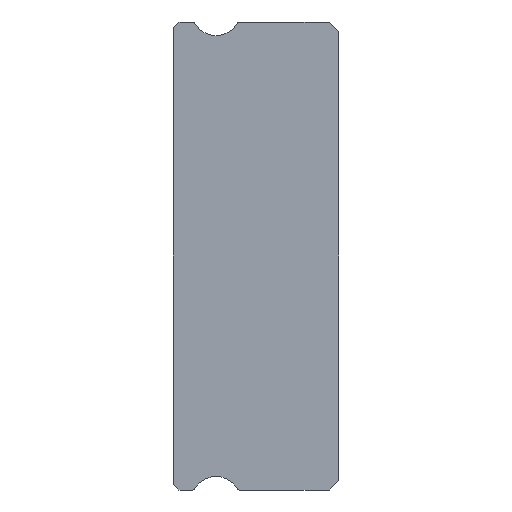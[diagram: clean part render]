
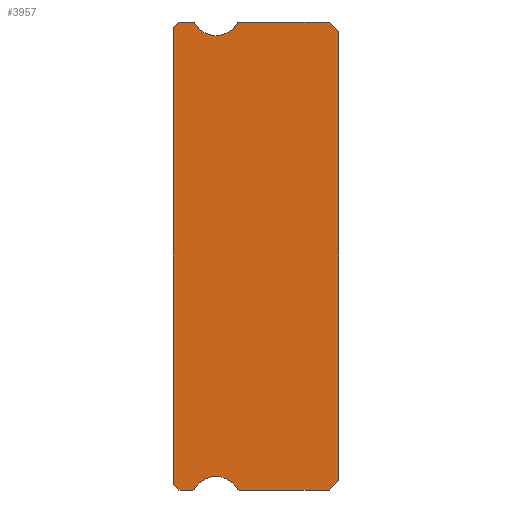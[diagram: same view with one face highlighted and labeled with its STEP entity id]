
A CAD part, left-side view. The second image highlights one B-rep face of the part: STEP entity #3957.
In plain terms, the highlighted planar face has unit normal (-1, 0, 0).
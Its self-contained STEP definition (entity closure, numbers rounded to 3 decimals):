
#87 = VERTEX_POINT ( 'NONE', #1950 ) ;
#131 = DIRECTION ( 'NONE',  ( 0., 0., 1. ) ) ;
#160 = AXIS2_PLACEMENT_3D ( 'NONE', #531, #930, #3435 ) ;
#194 = EDGE_CURVE ( 'NONE', #897, #1621, #2023, .T. ) ;
#274 = CARTESIAN_POINT ( 'NONE',  ( -15., 5.088, -11.85 ) ) ;
#315 = DIRECTION ( 'NONE',  ( 0., 0., -1. ) ) ;
#344 = AXIS2_PLACEMENT_3D ( 'NONE', #1151, #792, #2277 ) ;
#365 = VERTEX_POINT ( 'NONE', #679 ) ;
#368 = VECTOR ( 'NONE', #826, 1000. ) ;
#407 = ORIENTED_EDGE ( 'NONE', *, *, #3050, .F. ) ;
#499 = VECTOR ( 'NONE', #131, 1000. ) ;
#531 = CARTESIAN_POINT ( 'NONE',  ( -15., 7.512, 11.85 ) ) ;
#595 = CARTESIAN_POINT ( 'NONE',  ( -15., 7.383, 11.925 ) ) ;
#597 = CARTESIAN_POINT ( 'NONE',  ( -15., 0., -11.5 ) ) ;
#631 = VERTEX_POINT ( 'NONE', #1364 ) ;
#673 = VERTEX_POINT ( 'NONE', #1045 ) ;
#679 = CARTESIAN_POINT ( 'NONE',  ( -15., 0., 11.5 ) ) ;
#704 = EDGE_CURVE ( 'NONE', #1621, #87, #4083, .T. ) ;
#717 = CIRCLE ( 'NONE', #1868, 0.15 ) ;
#744 = VECTOR ( 'NONE', #869, 1000. ) ;
#750 = DIRECTION ( 'NONE',  ( 0., -1., 0. ) ) ;
#792 = DIRECTION ( 'NONE',  ( -1., 0., 0. ) ) ;
#826 = DIRECTION ( 'NONE',  ( 0., 0.707, -0.707 ) ) ;
#869 = DIRECTION ( 'NONE',  ( 0., 1., 0. ) ) ;
#875 = VERTEX_POINT ( 'NONE', #2003 ) ;
#897 = VERTEX_POINT ( 'NONE', #4540 ) ;
#908 = EDGE_CURVE ( 'NONE', #2233, #4672, #4127, .T. ) ;
#930 = DIRECTION ( 'NONE',  ( 1., 0., 0. ) ) ;
#966 = CARTESIAN_POINT ( 'NONE',  ( -15., 0., -11.5 ) ) ;
#991 = EDGE_CURVE ( 'NONE', #4672, #1853, #4673, .T. ) ;
#996 = ORIENTED_EDGE ( 'NONE', *, *, #1455, .F. ) ;
#1010 = ORIENTED_EDGE ( 'NONE', *, *, #908, .F. ) ;
#1041 = CARTESIAN_POINT ( 'NONE',  ( -15., 8.5, 11.85 ) ) ;
#1043 = VERTEX_POINT ( 'NONE', #595 ) ;
#1045 = CARTESIAN_POINT ( 'NONE',  ( -15., 5.088, 12. ) ) ;
#1082 = VECTOR ( 'NONE', #4070, 1000. ) ;
#1087 = VERTEX_POINT ( 'NONE', #2749 ) ;
#1131 = EDGE_CURVE ( 'NONE', #1087, #4080, #2733, .T. ) ;
#1151 = CARTESIAN_POINT ( 'NONE',  ( -15., 6.3, -12.55 ) ) ;
#1159 = CARTESIAN_POINT ( 'NONE',  ( -15., 8.5, 11.7 ) ) ;
#1295 = LINE ( 'NONE', #3787, #3952 ) ;
#1299 = VERTEX_POINT ( 'NONE', #4000 ) ;
#1323 = CARTESIAN_POINT ( 'NONE',  ( -15., 8.2, -12. ) ) ;
#1346 = ORIENTED_EDGE ( 'NONE', *, *, #194, .T. ) ;
#1364 = CARTESIAN_POINT ( 'NONE',  ( -15., 7.512, -12. ) ) ;
#1390 = DIRECTION ( 'NONE',  ( 0., 0., -1. ) ) ;
#1402 = LINE ( 'NONE', #597, #1629 ) ;
#1455 = EDGE_CURVE ( 'NONE', #673, #2553, #1295, .T. ) ;
#1512 = AXIS2_PLACEMENT_3D ( 'NONE', #2390, #4504, #2724 ) ;
#1533 = CARTESIAN_POINT ( 'NONE',  ( -15., 7.512, -11.85 ) ) ;
#1561 = CARTESIAN_POINT ( 'NONE',  ( -15., 5.088, -12. ) ) ;
#1621 = VERTEX_POINT ( 'NONE', #2211 ) ;
#1629 = VECTOR ( 'NONE', #2854, 1000. ) ;
#1655 = LINE ( 'NONE', #1323, #1874 ) ;
#1669 = ORIENTED_EDGE ( 'NONE', *, *, #3185, .T. ) ;
#1710 = VECTOR ( 'NONE', #2079, 1000. ) ;
#1726 = DIRECTION ( 'NONE',  ( 1., 0., 0. ) ) ;
#1740 = DIRECTION ( 'NONE',  ( 0., 0., -1. ) ) ;
#1793 = CARTESIAN_POINT ( 'NONE',  ( -15., 0.5, 12. ) ) ;
#1844 = ORIENTED_EDGE ( 'NONE', *, *, #1927, .F. ) ;
#1853 = VERTEX_POINT ( 'NONE', #2092 ) ;
#1868 = AXIS2_PLACEMENT_3D ( 'NONE', #1533, #2663, #4465 ) ;
#1874 = VECTOR ( 'NONE', #3891, 1000. ) ;
#1927 = EDGE_CURVE ( 'NONE', #2553, #365, #2204, .T. ) ;
#1934 = AXIS2_PLACEMENT_3D ( 'NONE', #2065, #1726, #2837 ) ;
#1950 = CARTESIAN_POINT ( 'NONE',  ( -15., 8.5, 11.7 ) ) ;
#2003 = CARTESIAN_POINT ( 'NONE',  ( -15., 7.383, -11.925 ) ) ;
#2023 = LINE ( 'NONE', #4214, #3176 ) ;
#2030 = CARTESIAN_POINT ( 'NONE',  ( -15., 7.512, -12. ) ) ;
#2065 = CARTESIAN_POINT ( 'NONE',  ( -15., 5.088, 11.85 ) ) ;
#2078 = EDGE_CURVE ( 'NONE', #897, #1043, #2914, .T. ) ;
#2079 = DIRECTION ( 'NONE',  ( 0., 0., 1. ) ) ;
#2092 = CARTESIAN_POINT ( 'NONE',  ( -15., 5.217, -11.925 ) ) ;
#2093 = PLANE ( 'NONE',  #4578 ) ;
#2204 = LINE ( 'NONE', #4001, #1082 ) ;
#2211 = CARTESIAN_POINT ( 'NONE',  ( -15., 8.2, 12. ) ) ;
#2233 = VERTEX_POINT ( 'NONE', #3173 ) ;
#2260 = ORIENTED_EDGE ( 'NONE', *, *, #3321, .F. ) ;
#2277 = DIRECTION ( 'NONE',  ( 0., 0., -1. ) ) ;
#2324 = CARTESIAN_POINT ( 'NONE',  ( -15., 8.2, -12. ) ) ;
#2331 = EDGE_CURVE ( 'NONE', #4080, #673, #3903, .T. ) ;
#2358 = CARTESIAN_POINT ( 'NONE',  ( -15., 0., 11.5 ) ) ;
#2390 = CARTESIAN_POINT ( 'NONE',  ( -15., 6.3, 12.55 ) ) ;
#2404 = ORIENTED_EDGE ( 'NONE', *, *, #2331, .F. ) ;
#2447 = FACE_OUTER_BOUND ( 'NONE', #2737, .T. ) ;
#2492 = ORIENTED_EDGE ( 'NONE', *, *, #704, .T. ) ;
#2553 = VERTEX_POINT ( 'NONE', #1793 ) ;
#2570 = LINE ( 'NONE', #4032, #3828 ) ;
#2572 = ORIENTED_EDGE ( 'NONE', *, *, #2944, .F. ) ;
#2585 = AXIS2_PLACEMENT_3D ( 'NONE', #274, #4220, #1740 ) ;
#2635 = AXIS2_PLACEMENT_3D ( 'NONE', #3559, #4645, #1390 ) ;
#2663 = DIRECTION ( 'NONE',  ( 1., 0., 0. ) ) ;
#2702 = CIRCLE ( 'NONE', #344, 1.25 ) ;
#2724 = DIRECTION ( 'NONE',  ( 0., 0., -1. ) ) ;
#2732 = ORIENTED_EDGE ( 'NONE', *, *, #4067, .F. ) ;
#2733 = CIRCLE ( 'NONE', #1512, 1.25 ) ;
#2737 = EDGE_LOOP ( 'NONE', ( #2572, #2739, #1669, #2260, #2879, #4246, #1010, #407, #4396, #1844, #996, #2404, #3502, #2732, #2970, #1346, #2492 ) ) ;
#2739 = ORIENTED_EDGE ( 'NONE', *, *, #3840, .T. ) ;
#2749 = CARTESIAN_POINT ( 'NONE',  ( -15., 6.3, 11.3 ) ) ;
#2837 = DIRECTION ( 'NONE',  ( 0., 0., -1. ) ) ;
#2854 = DIRECTION ( 'NONE',  ( 0., 0.707, -0.707 ) ) ;
#2869 = DIRECTION ( 'NONE',  ( 1., 0., 0. ) ) ;
#2879 = ORIENTED_EDGE ( 'NONE', *, *, #3789, .F. ) ;
#2914 = CIRCLE ( 'NONE', #160, 0.15 ) ;
#2944 = EDGE_CURVE ( 'NONE', #1299, #87, #4289, .T. ) ;
#2970 = ORIENTED_EDGE ( 'NONE', *, *, #2078, .F. ) ;
#3050 = EDGE_CURVE ( 'NONE', #3354, #2233, #1402, .T. ) ;
#3173 = CARTESIAN_POINT ( 'NONE',  ( -15., 0.5, -12. ) ) ;
#3176 = VECTOR ( 'NONE', #4535, 1000. ) ;
#3182 = CARTESIAN_POINT ( 'NONE',  ( -15., 7.512, 11.85 ) ) ;
#3185 = EDGE_CURVE ( 'NONE', #3347, #631, #2570, .T. ) ;
#3321 = EDGE_CURVE ( 'NONE', #875, #631, #717, .T. ) ;
#3347 = VERTEX_POINT ( 'NONE', #2324 ) ;
#3354 = VERTEX_POINT ( 'NONE', #966 ) ;
#3435 = DIRECTION ( 'NONE',  ( 0., 0., -1. ) ) ;
#3502 = ORIENTED_EDGE ( 'NONE', *, *, #1131, .F. ) ;
#3559 = CARTESIAN_POINT ( 'NONE',  ( -15., 6.3, 12.55 ) ) ;
#3741 = DIRECTION ( 'NONE',  ( 0., -1., 0. ) ) ;
#3761 = LINE ( 'NONE', #2358, #499 ) ;
#3787 = CARTESIAN_POINT ( 'NONE',  ( -15., 7.512, 12. ) ) ;
#3789 = EDGE_CURVE ( 'NONE', #1853, #875, #2702, .T. ) ;
#3828 = VECTOR ( 'NONE', #750, 1000. ) ;
#3840 = EDGE_CURVE ( 'NONE', #1299, #3347, #1655, .T. ) ;
#3891 = DIRECTION ( 'NONE',  ( 0., -0.707, -0.707 ) ) ;
#3903 = CIRCLE ( 'NONE', #1934, 0.15 ) ;
#3952 = VECTOR ( 'NONE', #3741, 1000. ) ;
#3957 = ADVANCED_FACE ( 'NONE', ( #2447 ), #2093, .F. ) ;
#4000 = CARTESIAN_POINT ( 'NONE',  ( -15., 8.5, -11.7 ) ) ;
#4001 = CARTESIAN_POINT ( 'NONE',  ( -15., 0.5, 12. ) ) ;
#4032 = CARTESIAN_POINT ( 'NONE',  ( -15., 7.512, -12. ) ) ;
#4067 = EDGE_CURVE ( 'NONE', #1043, #1087, #4139, .T. ) ;
#4070 = DIRECTION ( 'NONE',  ( 0., -0.707, -0.707 ) ) ;
#4080 = VERTEX_POINT ( 'NONE', #4133 ) ;
#4083 = LINE ( 'NONE', #1159, #368 ) ;
#4127 = LINE ( 'NONE', #2030, #744 ) ;
#4133 = CARTESIAN_POINT ( 'NONE',  ( -15., 5.217, 11.925 ) ) ;
#4139 = CIRCLE ( 'NONE', #2635, 1.25 ) ;
#4151 = EDGE_CURVE ( 'NONE', #3354, #365, #3761, .T. ) ;
#4214 = CARTESIAN_POINT ( 'NONE',  ( -15., 8.2, 12. ) ) ;
#4220 = DIRECTION ( 'NONE',  ( 1., 0., 0. ) ) ;
#4246 = ORIENTED_EDGE ( 'NONE', *, *, #991, .F. ) ;
#4289 = LINE ( 'NONE', #1041, #1710 ) ;
#4396 = ORIENTED_EDGE ( 'NONE', *, *, #4151, .T. ) ;
#4465 = DIRECTION ( 'NONE',  ( 0., 0., -1. ) ) ;
#4504 = DIRECTION ( 'NONE',  ( -1., 0., 0. ) ) ;
#4535 = DIRECTION ( 'NONE',  ( 0., 1., 0. ) ) ;
#4540 = CARTESIAN_POINT ( 'NONE',  ( -15., 7.512, 12. ) ) ;
#4578 = AXIS2_PLACEMENT_3D ( 'NONE', #3182, #2869, #315 ) ;
#4645 = DIRECTION ( 'NONE',  ( -1., 0., 0. ) ) ;
#4672 = VERTEX_POINT ( 'NONE', #1561 ) ;
#4673 = CIRCLE ( 'NONE', #2585, 0.15 ) ;
